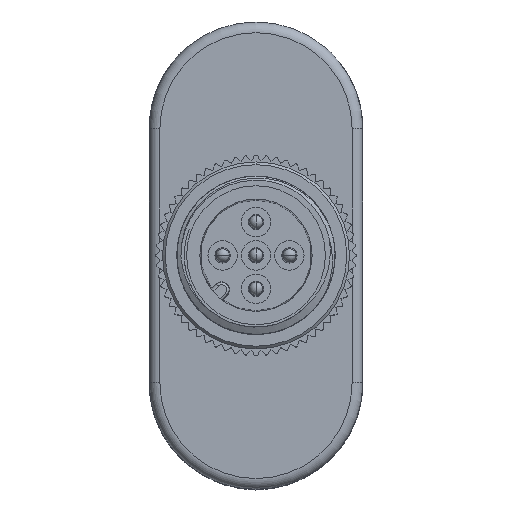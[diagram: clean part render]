
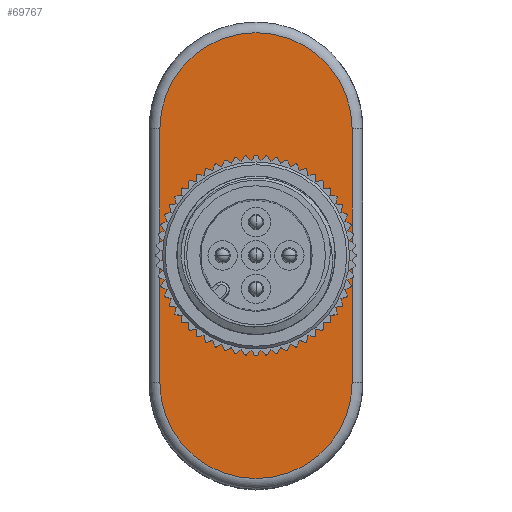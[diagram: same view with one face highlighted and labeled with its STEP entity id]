
A CAD part, top view. The second image highlights one B-rep face of the part: STEP entity #69767.
In plain terms, the highlighted planar face has unit normal (0, 0, 1).
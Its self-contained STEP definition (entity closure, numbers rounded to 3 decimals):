
#19237=CARTESIAN_POINT('',(0.,-9.5,12.6));
#19238=DIRECTION('',(0.,0.,-1.));
#19239=DIRECTION('',(1.,0.,0.));
#19240=AXIS2_PLACEMENT_3D('',#19237,#19238,#19239);
#19242=DIRECTION('',(0.,1.,0.));
#19243=VECTOR('',#19242,19.);
#19244=CARTESIAN_POINT('',(-7.2,-9.5,12.6));
#19245=LINE('',#19244,#19243);
#19246=CARTESIAN_POINT('',(0.,9.5,12.6));
#19247=DIRECTION('',(0.,0.,-1.));
#19248=DIRECTION('',(-1.,0.,0.));
#19249=AXIS2_PLACEMENT_3D('',#19246,#19247,#19248);
#19251=DIRECTION('',(0.,-1.,0.));
#19252=VECTOR('',#19251,19.);
#19253=CARTESIAN_POINT('',(7.2,9.5,12.6));
#19254=LINE('',#19253,#19252);
#19255=CARTESIAN_POINT('',(0.,0.,12.6));
#19256=DIRECTION('',(0.,0.,1.));
#19257=DIRECTION('',(0.,1.,0.));
#19258=AXIS2_PLACEMENT_3D('',#19255,#19256,#19257);
#19260=CARTESIAN_POINT('',(0.,0.,12.6));
#19261=DIRECTION('',(0.,0.,1.));
#19262=DIRECTION('',(0.,-1.,0.));
#19263=AXIS2_PLACEMENT_3D('',#19260,#19261,#19262);
#35966=CARTESIAN_POINT('',(7.2,-9.5,12.6));
#35967=CARTESIAN_POINT('',(-7.2,-9.5,12.6));
#35968=VERTEX_POINT('',#35966);
#35969=VERTEX_POINT('',#35967);
#35972=CARTESIAN_POINT('',(-7.2,9.5,12.6));
#35973=VERTEX_POINT('',#35972);
#35976=CARTESIAN_POINT('',(7.2,9.5,12.6));
#35977=VERTEX_POINT('',#35976);
#35978=CARTESIAN_POINT('',(0.,7.,12.6));
#35979=CARTESIAN_POINT('',(0.,-7.,12.6));
#35980=VERTEX_POINT('',#35978);
#35981=VERTEX_POINT('',#35979);
#69750=CARTESIAN_POINT('',(8.,-17.5,12.6));
#69751=DIRECTION('',(0.,0.,1.));
#69752=DIRECTION('',(0.,1.,0.));
#69753=AXIS2_PLACEMENT_3D('',#69750,#69751,#69752);
#69754=PLANE('',#69753);
#69755=ORIENTED_EDGE('',*,*,#69737,.T.);
#69756=ORIENTED_EDGE('',*,*,#69674,.T.);
#69757=ORIENTED_EDGE('',*,*,#69696,.T.);
#69758=ORIENTED_EDGE('',*,*,#69717,.T.);
#69759=EDGE_LOOP('',(#69755,#69756,#69757,#69758));
#69760=FACE_OUTER_BOUND('',#69759,.F.);
#69762=ORIENTED_EDGE('',*,*,#69761,.T.);
#69764=ORIENTED_EDGE('',*,*,#69763,.T.);
#69765=EDGE_LOOP('',(#69762,#69764));
#69766=FACE_BOUND('',#69765,.F.);
#19241=CIRCLE('',#19240,7.2);
#19250=CIRCLE('',#19249,7.2);
#19259=CIRCLE('',#19258,7.);
#19264=CIRCLE('',#19263,7.);
#69674=EDGE_CURVE('',#35969,#35973,#19245,.T.);
#69696=EDGE_CURVE('',#35973,#35977,#19250,.T.);
#69717=EDGE_CURVE('',#35977,#35968,#19254,.T.);
#69737=EDGE_CURVE('',#35968,#35969,#19241,.T.);
#69761=EDGE_CURVE('',#35980,#35981,#19259,.T.);
#69763=EDGE_CURVE('',#35981,#35980,#19264,.T.);
#69767=ADVANCED_FACE('',(#69760,#69766),#69754,.T.);
